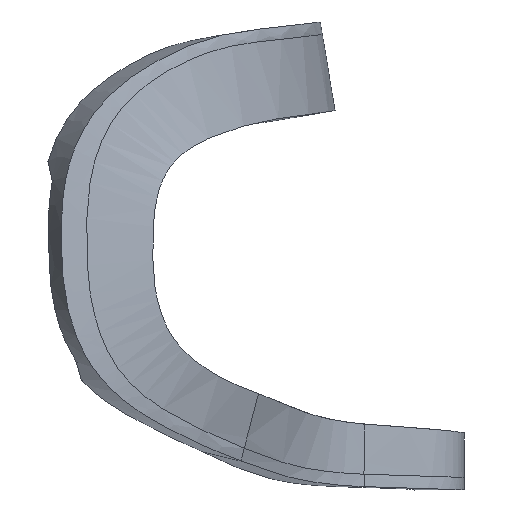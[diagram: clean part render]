
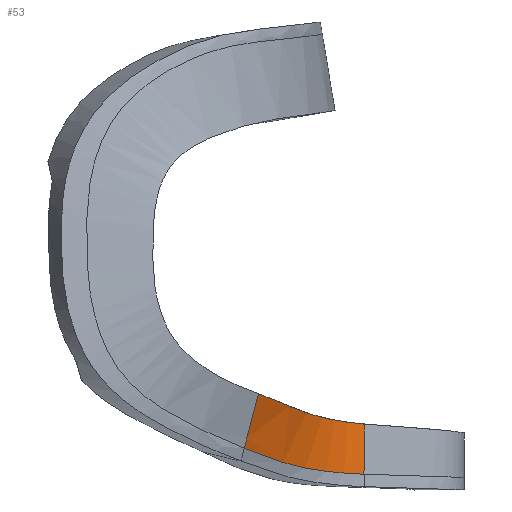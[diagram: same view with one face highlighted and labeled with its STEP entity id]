
A CAD part, left-side view. The second image highlights one B-rep face of the part: STEP entity #53.
In plain terms, the highlighted free-form (B-spline) face has degree [3, 3] with [5, 7] control points.
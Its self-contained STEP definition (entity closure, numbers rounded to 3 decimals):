
#53=ADVANCED_FACE('',(#105),#927,.T.);
#105=FACE_OUTER_BOUND('',#157,.T.);
#157=EDGE_LOOP('',(#401,#402,#403,#404,#405,#406,#407));
#401=ORIENTED_EDGE('',*,*,#519,.F.);
#402=ORIENTED_EDGE('',*,*,#520,.F.);
#403=ORIENTED_EDGE('',*,*,#601,.T.);
#404=ORIENTED_EDGE('',*,*,#497,.T.);
#405=ORIENTED_EDGE('',*,*,#600,.T.);
#406=ORIENTED_EDGE('',*,*,#599,.T.);
#407=ORIENTED_EDGE('',*,*,#598,.F.);
#497=EDGE_CURVE('',#812,#801,#651,.T.);
#519=EDGE_CURVE('',#835,#834,#673,.T.);
#520=EDGE_CURVE('',#836,#835,#674,.T.);
#598=EDGE_CURVE('',#834,#803,#752,.T.);
#599=EDGE_CURVE('',#802,#803,#753,.T.);
#600=EDGE_CURVE('',#801,#802,#754,.T.);
#601=EDGE_CURVE('',#836,#812,#755,.T.);
#651=B_SPLINE_CURVE_WITH_KNOTS('',3,(#5850,#5851,#5852,#5853),
 .UNSPECIFIED.,.F.,.F.,(4,4),(0.,1.),.UNSPECIFIED.);
#673=B_SPLINE_CURVE_WITH_KNOTS('',3,(#5966,#5967,#5968,#5969),
 .UNSPECIFIED.,.F.,.F.,(4,4),(0.,1.),.UNSPECIFIED.);
#674=B_SPLINE_CURVE_WITH_KNOTS('',3,(#5970,#5971,#5972,#5973),
 .UNSPECIFIED.,.F.,.F.,(4,4),(0.,1.),.UNSPECIFIED.);
#752=B_SPLINE_CURVE_WITH_KNOTS('',3,(#6581,#6582,#6583,#6584,#6585,#6586,
#6587,#6588),.UNSPECIFIED.,.F.,.F.,(4,2,2,4),(0.,0.5,0.75,
1.),.UNSPECIFIED.);
#753=B_SPLINE_CURVE_WITH_KNOTS('',3,(#6589,#6590,#6591,#6592),
 .UNSPECIFIED.,.F.,.F.,(4,4),(0.,1.),.UNSPECIFIED.);
#754=B_SPLINE_CURVE_WITH_KNOTS('',3,(#6593,#6594,#6595,#6596),
 .UNSPECIFIED.,.F.,.F.,(4,4),(0.,1.),.UNSPECIFIED.);
#755=B_SPLINE_CURVE_WITH_KNOTS('',3,(#6597,#6598,#6599,#6600,#6601,#6602,
#6603,#6604,#6605,#6606),.UNSPECIFIED.,.F.,.F.,(4,2,2,2,4),(0.,0.251,
0.504,0.753,1.),.UNSPECIFIED.);
#801=VERTEX_POINT('',#5630);
#802=VERTEX_POINT('',#5631);
#803=VERTEX_POINT('',#5632);
#812=VERTEX_POINT('',#5641);
#834=VERTEX_POINT('',#5663);
#835=VERTEX_POINT('',#5664);
#836=VERTEX_POINT('',#5665);
#927=B_SPLINE_SURFACE_WITH_KNOTS('',3,3,((#4183,#4184,#4185,#4186,#4187,
#4188,#4189),(#4190,#4191,#4192,#4193,#4194,#4195,#4196),(#4197,#4198,#4199,
#4200,#4201,#4202,#4203),(#4204,#4205,#4206,#4207,#4208,#4209,#4210),(#4211,
#4212,#4213,#4214,#4215,#4216,#4217)),.UNSPECIFIED.,.F.,.F.,.F.,(4,1,4),
(4,1,1,1,4),(0.,0.027,13.947),(0.,22.045,
32.832,43.619,44.025),.UNSPECIFIED.);
#4183=CARTESIAN_POINT('',(-54.527,-30.923,-35.108));
#4184=CARTESIAN_POINT('',(-49.081,-31.602,-31.501));
#4185=CARTESIAN_POINT('',(-39.012,-32.667,-27.851));
#4186=CARTESIAN_POINT('',(-26.669,-34.092,-21.317));
#4187=CARTESIAN_POINT('',(-21.604,-34.814,-16.498));
#4188=CARTESIAN_POINT('',(-19.602,-35.182,-13.412));
#4189=CARTESIAN_POINT('',(-19.53,-35.196,-13.299));
#4190=CARTESIAN_POINT('',(-54.527,-30.931,-35.11));
#4191=CARTESIAN_POINT('',(-49.081,-31.61,-31.503));
#4192=CARTESIAN_POINT('',(-39.012,-32.675,-27.852));
#4193=CARTESIAN_POINT('',(-26.669,-34.1,-21.317));
#4194=CARTESIAN_POINT('',(-21.604,-34.823,-16.498));
#4195=CARTESIAN_POINT('',(-19.602,-35.191,-13.412));
#4196=CARTESIAN_POINT('',(-19.53,-35.205,-13.299));
#4197=CARTESIAN_POINT('',(-54.522,-34.856,-36.176));
#4198=CARTESIAN_POINT('',(-48.981,-35.634,-32.471));
#4199=CARTESIAN_POINT('',(-38.935,-36.875,-28.479));
#4200=CARTESIAN_POINT('',(-26.673,-38.557,-21.485));
#4201=CARTESIAN_POINT('',(-21.624,-39.407,-16.525));
#4202=CARTESIAN_POINT('',(-19.601,-39.838,-13.409));
#4203=CARTESIAN_POINT('',(-19.528,-39.854,-13.296));
#4204=CARTESIAN_POINT('',(-54.521,-38.791,-37.2));
#4205=CARTESIAN_POINT('',(-48.881,-39.665,-33.411));
#4206=CARTESIAN_POINT('',(-38.855,-41.08,-29.087));
#4207=CARTESIAN_POINT('',(-26.676,-43.015,-21.647));
#4208=CARTESIAN_POINT('',(-21.642,-43.991,-16.55));
#4209=CARTESIAN_POINT('',(-19.599,-44.485,-13.407));
#4210=CARTESIAN_POINT('',(-19.526,-44.502,-13.293));
#4211=CARTESIAN_POINT('',(-54.521,-42.723,-38.194));
#4212=CARTESIAN_POINT('',(-48.782,-43.692,-34.33));
#4213=CARTESIAN_POINT('',(-38.776,-45.279,-29.679));
#4214=CARTESIAN_POINT('',(-26.68,-47.466,-21.804));
#4215=CARTESIAN_POINT('',(-21.66,-48.567,-16.573));
#4216=CARTESIAN_POINT('',(-19.598,-49.122,-13.405));
#4217=CARTESIAN_POINT('',(-19.524,-49.142,-13.29));
#5630=CARTESIAN_POINT('',(-54.16,-31.095,-34.902));
#5631=CARTESIAN_POINT('',(-54.164,-40.014,-37.251));
#5632=CARTESIAN_POINT('',(-54.16,-42.111,-37.783));
#5641=CARTESIAN_POINT('',(-54.067,-31.116,-34.844));
#5663=CARTESIAN_POINT('',(-19.773,-47.314,-13.671));
#5664=CARTESIAN_POINT('',(-19.756,-44.887,-13.646));
#5665=CARTESIAN_POINT('',(-19.762,-37.203,-13.655));
#5850=CARTESIAN_POINT('',(-54.067,-31.116,-34.844));
#5851=CARTESIAN_POINT('',(-54.098,-31.109,-34.864));
#5852=CARTESIAN_POINT('',(-54.129,-31.102,-34.883));
#5853=CARTESIAN_POINT('',(-54.16,-31.095,-34.902));
#5966=CARTESIAN_POINT('',(-19.756,-44.887,-13.646));
#5967=CARTESIAN_POINT('',(-19.76,-45.696,-13.652));
#5968=CARTESIAN_POINT('',(-19.765,-46.505,-13.66));
#5969=CARTESIAN_POINT('',(-19.773,-47.314,-13.671));
#5970=CARTESIAN_POINT('',(-19.762,-37.203,-13.655));
#5971=CARTESIAN_POINT('',(-19.76,-39.764,-13.652));
#5972=CARTESIAN_POINT('',(-19.758,-42.326,-13.649));
#5973=CARTESIAN_POINT('',(-19.756,-44.887,-13.646));
#6581=CARTESIAN_POINT('',(-19.773,-47.314,-13.671));
#6582=CARTESIAN_POINT('',(-23.759,-47.072,-19.689));
#6583=CARTESIAN_POINT('',(-29.578,-46.508,-23.855));
#6584=CARTESIAN_POINT('',(-38.849,-45.193,-29.302));
#6585=CARTESIAN_POINT('',(-42.041,-44.68,-30.981));
#6586=CARTESIAN_POINT('',(-48.288,-43.497,-34.321));
#6587=CARTESIAN_POINT('',(-51.343,-42.828,-35.978));
#6588=CARTESIAN_POINT('',(-54.16,-42.111,-37.783));
#6589=CARTESIAN_POINT('',(-54.164,-40.014,-37.251));
#6590=CARTESIAN_POINT('',(-54.167,-40.712,-37.432));
#6591=CARTESIAN_POINT('',(-54.161,-41.412,-37.607));
#6592=CARTESIAN_POINT('',(-54.16,-42.111,-37.783));
#6593=CARTESIAN_POINT('',(-54.16,-31.095,-34.902));
#6594=CARTESIAN_POINT('',(-54.163,-34.063,-35.709));
#6595=CARTESIAN_POINT('',(-54.162,-37.037,-36.488));
#6596=CARTESIAN_POINT('',(-54.164,-40.014,-37.251));
#6597=CARTESIAN_POINT('',(-19.762,-37.203,-13.655));
#6598=CARTESIAN_POINT('',(-21.748,-36.932,-16.657));
#6599=CARTESIAN_POINT('',(-24.222,-36.565,-19.023));
#6600=CARTESIAN_POINT('',(-29.7,-35.688,-23.048));
#6601=CARTESIAN_POINT('',(-32.715,-35.178,-24.693));
#6602=CARTESIAN_POINT('',(-38.944,-34.073,-27.677));
#6603=CARTESIAN_POINT('',(-42.175,-33.48,-29.025));
#6604=CARTESIAN_POINT('',(-48.387,-32.314,-31.78));
#6605=CARTESIAN_POINT('',(-51.381,-31.726,-33.194));
#6606=CARTESIAN_POINT('',(-54.067,-31.116,-34.844));
